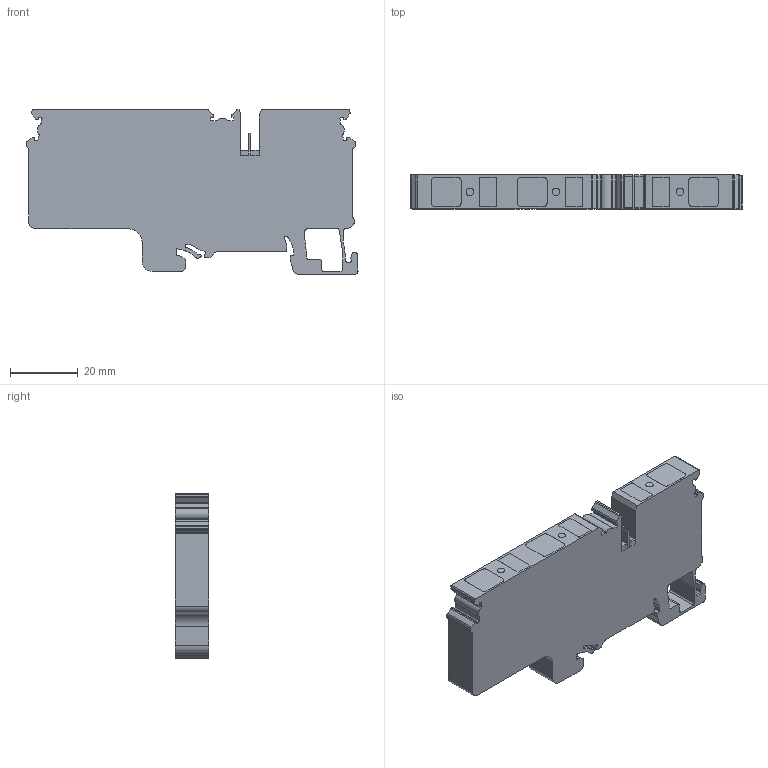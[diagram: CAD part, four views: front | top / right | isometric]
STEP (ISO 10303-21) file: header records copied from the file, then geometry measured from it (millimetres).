
FILE_DESCRIPTION (( 'STEP AP203' ), '1' );
FILE_NAME ('cx10-3.STEP', '2024-12-05T07:09:56', ( '' ), ( '' ), 'SwSTEP 2.0', 'SolidWorks 2022', '' );
FILE_SCHEMA (( 'CONFIG_CONTROL_DESIGN' ));
Length unit declared in the file: millimetre
Products named in the file (1): cx10-3
Bounding box: 97.65 x 10 x 48.5 mm (x, y, z)
Volume: 36906.7 mm3; surface area: 11716.9 mm2
Topology: 1 solids, 1 shells, 285 faces, 824 edges, 550 vertices
Faces by surface type: plane 151, cylinder 134
Entity records: 9524 total; most frequent: DIRECTION 1665, CARTESIAN_POINT 1660, ORIENTED_EDGE 1648, EDGE_CURVE 824, VECTOR 555, LINE 555, AXIS2_PLACEMENT_3D 555, VERTEX_POINT 550
